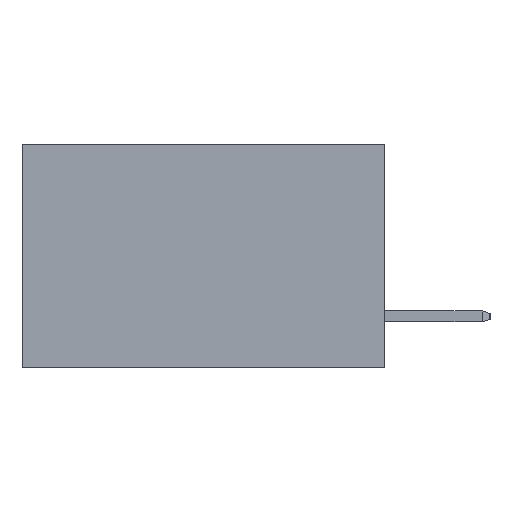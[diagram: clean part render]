
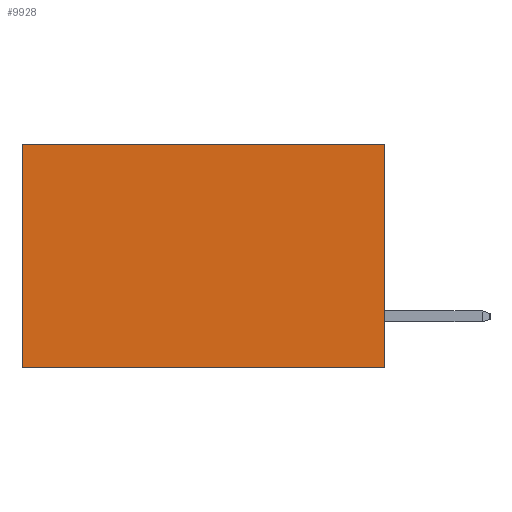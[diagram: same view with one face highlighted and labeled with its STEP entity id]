
A CAD part, left-side view. The second image highlights one B-rep face of the part: STEP entity #9928.
In plain terms, the highlighted planar face has unit normal (-1, 0, 0).
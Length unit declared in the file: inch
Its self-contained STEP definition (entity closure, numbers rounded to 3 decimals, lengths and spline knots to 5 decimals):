
#392 = VERTEX_POINT ( 'NONE', #5681 ) ;
#769 = CARTESIAN_POINT ( 'NONE',  ( 0.298, 0., 0. ) ) ;
#797 = FACE_OUTER_BOUND ( 'NONE', #5016, .T. ) ;
#1085 = VECTOR ( 'NONE', #9275, 39.37008 ) ;
#1149 = CARTESIAN_POINT ( 'NONE',  ( 0.298, 0.6, -0.37 ) ) ;
#1688 = LINE ( 'NONE', #7891, #3911 ) ;
#1719 = DIRECTION ( 'NONE',  ( 1., 0., 0. ) ) ;
#2038 = ORIENTED_EDGE ( 'NONE', *, *, #10298, .F. ) ;
#2124 = VERTEX_POINT ( 'NONE', #7642 ) ;
#3166 = LINE ( 'NONE', #9134, #5829 ) ;
#3878 = VERTEX_POINT ( 'NONE', #5639 ) ;
#3911 = VECTOR ( 'NONE', #8737, 39.37008 ) ;
#3990 = DIRECTION ( 'NONE',  ( 0., 0., -1. ) ) ;
#4137 = CARTESIAN_POINT ( 'NONE',  ( 0.298, 0., -0.37 ) ) ;
#4793 = VECTOR ( 'NONE', #9175, 39.37008 ) ;
#4852 = AXIS2_PLACEMENT_3D ( 'NONE', #769, #1719, #7959 ) ;
#4916 = CARTESIAN_POINT ( 'NONE',  ( 0.298, 0., 0. ) ) ;
#5016 = EDGE_LOOP ( 'NONE', ( #6161, #2038, #6861, #8799 ) ) ;
#5114 = VERTEX_POINT ( 'NONE', #1149 ) ;
#5639 = CARTESIAN_POINT ( 'NONE',  ( 0.298, 0., 0. ) ) ;
#5681 = CARTESIAN_POINT ( 'NONE',  ( 0.298, 0.6, 0. ) ) ;
#5829 = VECTOR ( 'NONE', #3990, 39.37008 ) ;
#6161 = ORIENTED_EDGE ( 'NONE', *, *, #9883, .T. ) ;
#6861 = ORIENTED_EDGE ( 'NONE', *, *, #10150, .F. ) ;
#7169 = PLANE ( 'NONE',  #4852 ) ;
#7642 = CARTESIAN_POINT ( 'NONE',  ( 0.298, 0., -0.37 ) ) ;
#7830 = EDGE_CURVE ( 'NONE', #3878, #392, #9336, .T. ) ;
#7891 = CARTESIAN_POINT ( 'NONE',  ( 0.298, 0.6, 0. ) ) ;
#7959 = DIRECTION ( 'NONE',  ( 0., 0., -1. ) ) ;
#8737 = DIRECTION ( 'NONE',  ( 0., 0., -1. ) ) ;
#8799 = ORIENTED_EDGE ( 'NONE', *, *, #7830, .T. ) ;
#9134 = CARTESIAN_POINT ( 'NONE',  ( 0.298, 0., 0. ) ) ;
#9175 = DIRECTION ( 'NONE',  ( 0., 1., 0. ) ) ;
#9275 = DIRECTION ( 'NONE',  ( 0., 1., 0. ) ) ;
#9336 = LINE ( 'NONE', #4916, #4793 ) ;
#9883 = EDGE_CURVE ( 'NONE', #392, #5114, #1688, .T. ) ;
#9928 = ADVANCED_FACE ( 'NONE', ( #797 ), #7169, .F. ) ;
#10150 = EDGE_CURVE ( 'NONE', #3878, #2124, #3166, .T. ) ;
#10298 = EDGE_CURVE ( 'NONE', #2124, #5114, #10404, .T. ) ;
#10404 = LINE ( 'NONE', #4137, #1085 ) ;
